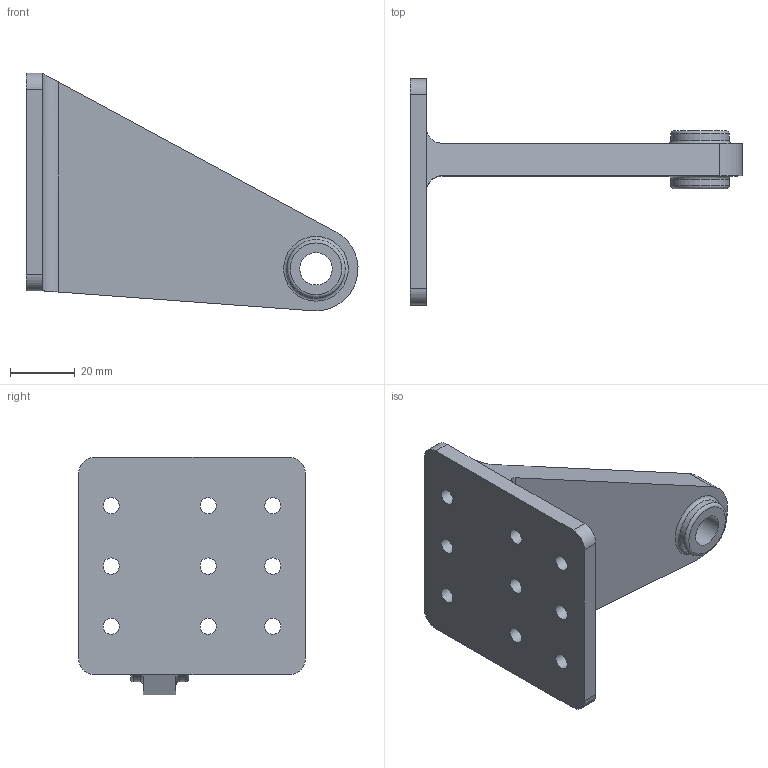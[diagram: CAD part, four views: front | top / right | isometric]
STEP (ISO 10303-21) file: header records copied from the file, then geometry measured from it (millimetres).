
FILE_DESCRIPTION( ( '' ), ' ' );
FILE_NAME( '5bb705a835dee214c5ffecb9.step', '2018-10-05T06:33:13', ( '' ), ( '' ), ' ', ' ', ' ' );
FILE_SCHEMA( ( 'AUTOMOTIVE_DESIGN { 1 0 10303 214 1 1 1 1 }' ) );
Length unit declared in the file: metre
Products named in the file (1): Mount_BrkL
Bounding box: 102.6 x 70 x 73.4 mm (x, y, z)
Volume: 66792.8 mm3; surface area: 21684.2 mm2
Topology: 1 solids, 1 shells, 36 faces, 89 edges, 57 vertices
Faces by surface type: cylinder 19, plane 13, torus 4
Full cylindrical faces by diameter (mm): 5 x9, 10 x1, 18 x2
Entity records: 1334 total; most frequent: DIRECTION 188, CARTESIAN_POINT 165, ORIENTED_EDGE 144, AXIS2_PLACEMENT_3D 79, EDGE_LOOP 74, EDGE_CURVE 72, VERTEX_POINT 56, FACE_OUTER_BOUND 52
